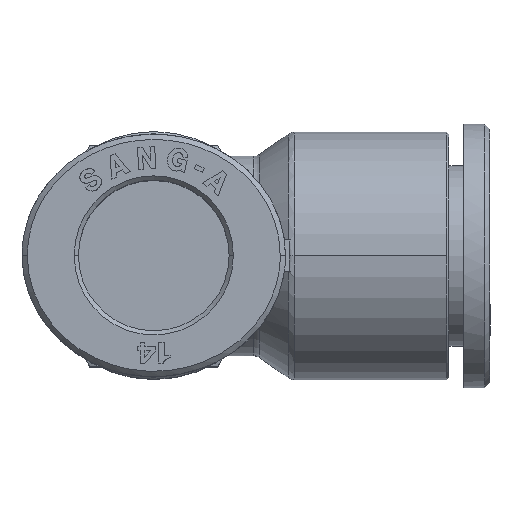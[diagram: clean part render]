
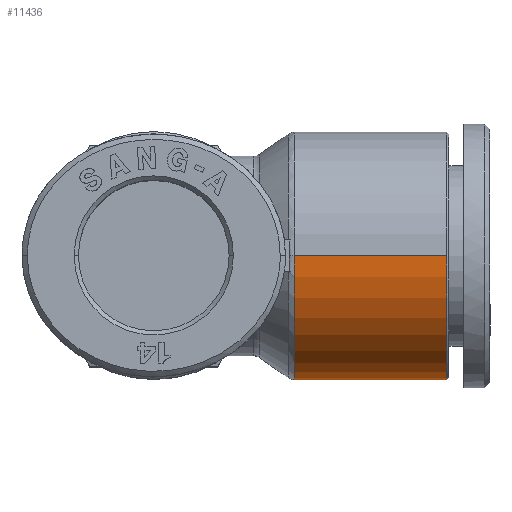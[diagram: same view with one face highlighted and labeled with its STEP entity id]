
A CAD part, top view. The second image highlights one B-rep face of the part: STEP entity #11436.
In plain terms, the highlighted cylindrical face has radius 11.75 mm (diameter 23.5 mm), a partial arc.
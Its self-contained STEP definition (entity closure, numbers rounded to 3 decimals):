
#179 = DIRECTION ( 'NONE',  ( 1., 0., 0. ) ) ;
#367 = LINE ( 'NONE', #13289, #6371 ) ;
#661 = DIRECTION ( 'NONE',  ( 0., 0., -1. ) ) ;
#665 = VERTEX_POINT ( 'NONE', #1193 ) ;
#797 = VERTEX_POINT ( 'NONE', #9057 ) ;
#1193 = CARTESIAN_POINT ( 'NONE',  ( -5.066, 0., -11.75 ) ) ;
#1759 = DIRECTION ( 'NONE',  ( 1., 0., 0. ) ) ;
#1974 = VERTEX_POINT ( 'NONE', #14131 ) ;
#2158 = EDGE_CURVE ( 'NONE', #8363, #1974, #9053, .T. ) ;
#2244 = FACE_OUTER_BOUND ( 'NONE', #13200, .T. ) ;
#2294 = ORIENTED_EDGE ( 'NONE', *, *, #13064, .T. ) ;
#2550 = CIRCLE ( 'NONE', #4973, 11.75 ) ;
#2596 = EDGE_CURVE ( 'NONE', #797, #665, #367, .T. ) ;
#3927 = DIRECTION ( 'NONE',  ( 1., 0., 0. ) ) ;
#4022 = CARTESIAN_POINT ( 'NONE',  ( -11.25, 0., 0. ) ) ;
#4396 = CARTESIAN_POINT ( 'NONE',  ( -19.55, 11.75, 0. ) ) ;
#4551 = DIRECTION ( 'NONE',  ( 1., 0., 0. ) ) ;
#4571 = DIRECTION ( 'NONE',  ( 1., 0., 0. ) ) ;
#4973 = AXIS2_PLACEMENT_3D ( 'NONE', #11695, #1759, #661 ) ;
#5008 = CIRCLE ( 'NONE', #9200, 11.75 ) ;
#5639 = CARTESIAN_POINT ( 'NONE',  ( -5.066, 0., 0. ) ) ;
#6371 = VECTOR ( 'NONE', #6539, 1000. ) ;
#6539 = DIRECTION ( 'NONE',  ( 1., 0., 0. ) ) ;
#6687 = EDGE_CURVE ( 'NONE', #665, #9708, #5008, .T. ) ;
#6748 = VECTOR ( 'NONE', #179, 1000. ) ;
#8363 = VERTEX_POINT ( 'NONE', #4396 ) ;
#9053 = CIRCLE ( 'NONE', #12114, 11.75 ) ;
#9057 = CARTESIAN_POINT ( 'NONE',  ( -19.55, 0., -11.75 ) ) ;
#9200 = AXIS2_PLACEMENT_3D ( 'NONE', #5639, #4571, #13578 ) ;
#9708 = VERTEX_POINT ( 'NONE', #13117 ) ;
#10160 = ORIENTED_EDGE ( 'NONE', *, *, #2596, .F. ) ;
#10212 = ORIENTED_EDGE ( 'NONE', *, *, #2158, .T. ) ;
#10431 = ORIENTED_EDGE ( 'NONE', *, *, #12735, .T. ) ;
#10826 = ORIENTED_EDGE ( 'NONE', *, *, #6687, .F. ) ;
#11436 = ADVANCED_FACE ( 'NONE', ( #2244 ), #13222, .T. ) ;
#11695 = CARTESIAN_POINT ( 'NONE',  ( -19.55, 0., 0. ) ) ;
#11828 = DIRECTION ( 'NONE',  ( 0., 0., -1. ) ) ;
#12114 = AXIS2_PLACEMENT_3D ( 'NONE', #13656, #4551, #13754 ) ;
#12434 = LINE ( 'NONE', #13644, #6748 ) ;
#12735 = EDGE_CURVE ( 'NONE', #797, #8363, #2550, .T. ) ;
#12820 = AXIS2_PLACEMENT_3D ( 'NONE', #4022, #3927, #11828 ) ;
#13064 = EDGE_CURVE ( 'NONE', #1974, #9708, #12434, .T. ) ;
#13117 = CARTESIAN_POINT ( 'NONE',  ( -5.066, 0., 11.75 ) ) ;
#13200 = EDGE_LOOP ( 'NONE', ( #10212, #2294, #10826, #10160, #10431 ) ) ;
#13222 = CYLINDRICAL_SURFACE ( 'NONE', #12820, 11.75 ) ;
#13289 = CARTESIAN_POINT ( 'NONE',  ( -11.25, 0., -11.75 ) ) ;
#13578 = DIRECTION ( 'NONE',  ( 0., 0., -1. ) ) ;
#13644 = CARTESIAN_POINT ( 'NONE',  ( -11.25, 0., 11.75 ) ) ;
#13656 = CARTESIAN_POINT ( 'NONE',  ( -19.55, 0., 0. ) ) ;
#13754 = DIRECTION ( 'NONE',  ( 0., 0., -1. ) ) ;
#14131 = CARTESIAN_POINT ( 'NONE',  ( -19.55, 0., 11.75 ) ) ;
